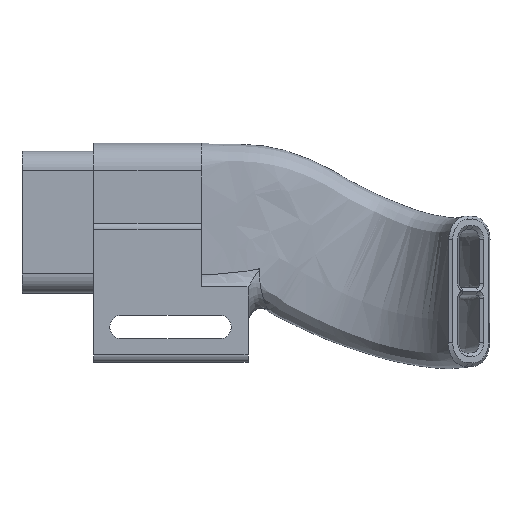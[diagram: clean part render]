
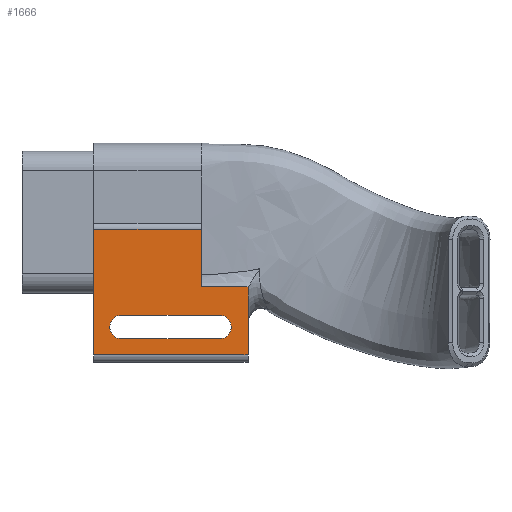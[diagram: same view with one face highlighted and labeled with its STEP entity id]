
A CAD part, left-side view. The second image highlights one B-rep face of the part: STEP entity #1666.
In plain terms, the highlighted planar face has unit normal (-1, 0, 0).
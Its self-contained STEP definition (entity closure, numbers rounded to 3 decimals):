
#26=FACE_BOUND('',#412,.T.);
#125=B_SPLINE_CURVE_WITH_KNOTS('',3,(#8722,#8723,#8724,#8725),
 .UNSPECIFIED.,.F.,.F.,(4,4),(11.28,15.847),
 .UNSPECIFIED.);
#130=B_SPLINE_CURVE_WITH_KNOTS('',3,(#8878,#8879,#8880,#8881),
 .UNSPECIFIED.,.F.,.F.,(4,4),(-3.867,-3.857),
 .UNSPECIFIED.);
#210=CIRCLE('',#1745,1.65);
#211=CIRCLE('',#1748,1.65);
#316=FACE_OUTER_BOUND('',#411,.T.);
#411=EDGE_LOOP('',(#1519,#1520,#1521,#1522,#1523,#1524,#1525,#1526));
#412=EDGE_LOOP('',(#1527,#1528,#1529,#1530));
#443=LINE('',#8877,#545);
#452=LINE('',#9012,#554);
#473=LINE('',#9190,#575);
#505=LINE('',#9284,#607);
#509=LINE('',#9293,#611);
#511=LINE('',#9303,#613);
#515=LINE('',#9315,#617);
#516=LINE('',#9317,#618);
#545=VECTOR('',#1832,10.);
#554=VECTOR('',#1853,10.);
#575=VECTOR('',#1890,10.);
#607=VECTOR('',#1994,10.);
#611=VECTOR('',#2004,10.);
#613=VECTOR('',#2016,10.);
#617=VECTOR('',#2030,10.);
#618=VECTOR('',#2033,10.);
#721=VERTEX_POINT('',#8720);
#722=VERTEX_POINT('',#8721);
#724=VERTEX_POINT('',#8856);
#725=VERTEX_POINT('',#8876);
#734=VERTEX_POINT('',#9009);
#735=VERTEX_POINT('',#9011);
#777=VERTEX_POINT('',#9281);
#778=VERTEX_POINT('',#9283);
#779=VERTEX_POINT('',#9287);
#780=VERTEX_POINT('',#9291);
#783=VERTEX_POINT('',#9301);
#786=VERTEX_POINT('',#9313);
#923=EDGE_CURVE('',#721,#722,#125,.F.);
#928=EDGE_CURVE('',#724,#725,#443,.T.);
#929=EDGE_CURVE('',#722,#725,#130,.F.);
#946=EDGE_CURVE('',#734,#735,#452,.T.);
#975=EDGE_CURVE('',#735,#724,#473,.T.);
#1021=EDGE_CURVE('',#778,#777,#505,.T.);
#1024=EDGE_CURVE('',#777,#779,#210,.T.);
#1026=EDGE_CURVE('',#779,#780,#509,.T.);
#1027=EDGE_CURVE('',#780,#778,#211,.T.);
#1031=EDGE_CURVE('',#783,#734,#511,.T.);
#1037=EDGE_CURVE('',#783,#786,#515,.T.);
#1038=EDGE_CURVE('',#786,#721,#516,.T.);
#1519=ORIENTED_EDGE('',*,*,#1037,.T.);
#1520=ORIENTED_EDGE('',*,*,#1038,.T.);
#1521=ORIENTED_EDGE('',*,*,#923,.T.);
#1522=ORIENTED_EDGE('',*,*,#929,.T.);
#1523=ORIENTED_EDGE('',*,*,#928,.F.);
#1524=ORIENTED_EDGE('',*,*,#975,.F.);
#1525=ORIENTED_EDGE('',*,*,#946,.F.);
#1526=ORIENTED_EDGE('',*,*,#1031,.F.);
#1527=ORIENTED_EDGE('',*,*,#1026,.T.);
#1528=ORIENTED_EDGE('',*,*,#1027,.T.);
#1529=ORIENTED_EDGE('',*,*,#1021,.T.);
#1530=ORIENTED_EDGE('',*,*,#1024,.T.);
#1578=PLANE('',#1757);
#1666=ADVANCED_FACE('',(#316,#26),#1578,.T.);
#1745=AXIS2_PLACEMENT_3D('',#9289,#1999,#2000);
#1748=AXIS2_PLACEMENT_3D('',#9295,#2007,#2008);
#1757=AXIS2_PLACEMENT_3D('',#9316,#2031,#2032);
#1832=DIRECTION('',(0.,-1.,0.));
#1853=DIRECTION('',(0.,-1.,0.));
#1890=DIRECTION('',(0.,0.,-1.));
#1994=DIRECTION('',(0.,1.,0.));
#1999=DIRECTION('center_axis',(1.,0.,0.));
#2000=DIRECTION('ref_axis',(0.,0.,-1.));
#2004=DIRECTION('',(0.,-1.,0.));
#2007=DIRECTION('center_axis',(1.,0.,0.));
#2008=DIRECTION('ref_axis',(0.,0.,1.));
#2016=DIRECTION('',(0.,0.,1.));
#2030=DIRECTION('',(0.,-1.,0.));
#2031=DIRECTION('center_axis',(-1.,0.,0.));
#2032=DIRECTION('ref_axis',(0.,0.,-1.));
#2033=DIRECTION('',(0.,0.,1.));
#8720=CARTESIAN_POINT('',(19.988,32.852,2.025));
#8721=CARTESIAN_POINT('',(19.988,32.757,3.585));
#8722=CARTESIAN_POINT('Ctrl Pts',(19.988,32.757,3.585));
#8723=CARTESIAN_POINT('Ctrl Pts',(19.988,32.803,3.061));
#8724=CARTESIAN_POINT('Ctrl Pts',(19.988,32.852,2.547));
#8725=CARTESIAN_POINT('Ctrl Pts',(19.988,32.852,2.025));
#8856=CARTESIAN_POINT('',(19.988,39.352,3.585));
#8876=CARTESIAN_POINT('',(19.988,32.852,3.585));
#8877=CARTESIAN_POINT('',(19.988,49.352,3.585));
#8878=CARTESIAN_POINT('Ctrl Pts',(19.988,32.852,3.585));
#8879=CARTESIAN_POINT('Ctrl Pts',(19.988,32.82,3.585));
#8880=CARTESIAN_POINT('Ctrl Pts',(19.988,32.788,3.585));
#8881=CARTESIAN_POINT('Ctrl Pts',(19.988,32.757,3.585));
#9009=CARTESIAN_POINT('',(19.988,54.352,11.585));
#9011=CARTESIAN_POINT('',(19.988,39.352,11.585));
#9012=CARTESIAN_POINT('',(19.988,49.352,11.585));
#9190=CARTESIAN_POINT('',(19.988,39.352,11.585));
#9281=CARTESIAN_POINT('',(19.988,50.452,-3.665));
#9283=CARTESIAN_POINT('',(19.988,36.852,-3.665));
#9284=CARTESIAN_POINT('',(19.988,49.902,-3.665));
#9287=CARTESIAN_POINT('',(19.988,50.452,-0.365));
#9289=CARTESIAN_POINT('Origin',(19.988,50.452,-2.015));
#9291=CARTESIAN_POINT('',(19.988,36.852,-0.365));
#9293=CARTESIAN_POINT('',(19.988,43.102,-0.365));
#9295=CARTESIAN_POINT('Origin',(19.988,36.852,-2.015));
#9301=CARTESIAN_POINT('',(19.988,54.352,-5.902));
#9303=CARTESIAN_POINT('',(19.988,54.352,11.585));
#9313=CARTESIAN_POINT('',(19.988,32.852,-5.902));
#9315=CARTESIAN_POINT('',(19.988,49.352,-5.902));
#9316=CARTESIAN_POINT('Origin',(19.988,49.352,2.585));
#9317=CARTESIAN_POINT('',(19.988,32.852,2.585));
